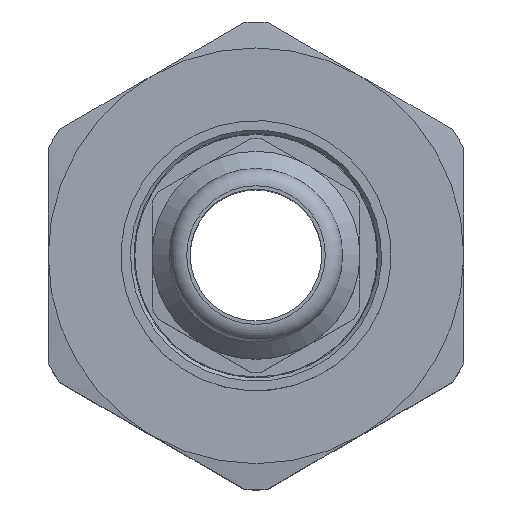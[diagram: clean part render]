
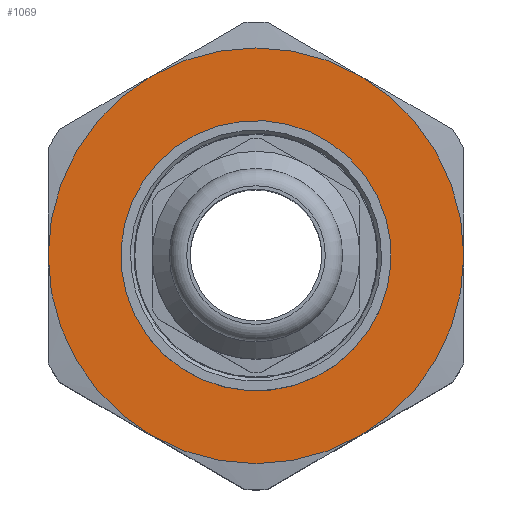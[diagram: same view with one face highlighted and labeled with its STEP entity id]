
A CAD part, top view. The second image highlights one B-rep face of the part: STEP entity #1069.
In plain terms, the highlighted planar face has unit normal (0, 0, 1).
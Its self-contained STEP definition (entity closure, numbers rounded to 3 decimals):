
#60=FACE_BOUND('',#181,.T.);
#67=PLANE('',#1162);
#112=FACE_OUTER_BOUND('',#180,.T.);
#180=EDGE_LOOP('',(#713,#714,#715,#716,#717,#718));
#181=EDGE_LOOP('',(#719));
#331=CIRCLE('',#1161,7.8);
#332=CIRCLE('',#1163,12.);
#333=CIRCLE('',#1164,12.);
#334=CIRCLE('',#1165,12.);
#335=CIRCLE('',#1166,12.);
#336=CIRCLE('',#1167,12.);
#337=CIRCLE('',#1168,12.);
#420=VERTEX_POINT('',#1679);
#421=VERTEX_POINT('',#1683);
#422=VERTEX_POINT('',#1684);
#423=VERTEX_POINT('',#1686);
#424=VERTEX_POINT('',#1688);
#425=VERTEX_POINT('',#1690);
#426=VERTEX_POINT('',#1692);
#534=EDGE_CURVE('',#420,#420,#331,.T.);
#535=EDGE_CURVE('',#421,#422,#332,.T.);
#536=EDGE_CURVE('',#422,#423,#333,.T.);
#537=EDGE_CURVE('',#423,#424,#334,.T.);
#538=EDGE_CURVE('',#424,#425,#335,.T.);
#539=EDGE_CURVE('',#425,#426,#336,.T.);
#540=EDGE_CURVE('',#426,#421,#337,.T.);
#713=ORIENTED_EDGE('',*,*,#535,.T.);
#714=ORIENTED_EDGE('',*,*,#536,.T.);
#715=ORIENTED_EDGE('',*,*,#537,.T.);
#716=ORIENTED_EDGE('',*,*,#538,.T.);
#717=ORIENTED_EDGE('',*,*,#539,.T.);
#718=ORIENTED_EDGE('',*,*,#540,.T.);
#719=ORIENTED_EDGE('',*,*,#534,.T.);
#1069=ADVANCED_FACE('',(#112,#60),#67,.T.);
#1161=AXIS2_PLACEMENT_3D('',#1681,#1333,#1334);
#1162=AXIS2_PLACEMENT_3D('',#1682,#1335,#1336);
#1163=AXIS2_PLACEMENT_3D('',#1685,#1337,#1338);
#1164=AXIS2_PLACEMENT_3D('',#1687,#1339,#1340);
#1165=AXIS2_PLACEMENT_3D('',#1689,#1341,#1342);
#1166=AXIS2_PLACEMENT_3D('',#1691,#1343,#1344);
#1167=AXIS2_PLACEMENT_3D('',#1693,#1345,#1346);
#1168=AXIS2_PLACEMENT_3D('',#1694,#1347,#1348);
#1333=DIRECTION('center_axis',(0.,0.,-1.));
#1334=DIRECTION('ref_axis',(0.916,-0.401,0.));
#1335=DIRECTION('center_axis',(0.,0.,1.));
#1336=DIRECTION('ref_axis',(1.,0.,0.));
#1337=DIRECTION('center_axis',(0.,0.,1.));
#1338=DIRECTION('ref_axis',(0.,1.,0.));
#1339=DIRECTION('center_axis',(0.,0.,1.));
#1340=DIRECTION('ref_axis',(0.,1.,0.));
#1341=DIRECTION('center_axis',(0.,0.,1.));
#1342=DIRECTION('ref_axis',(0.,1.,0.));
#1343=DIRECTION('center_axis',(0.,0.,1.));
#1344=DIRECTION('ref_axis',(0.,1.,0.));
#1345=DIRECTION('center_axis',(0.,0.,1.));
#1346=DIRECTION('ref_axis',(0.,1.,0.));
#1347=DIRECTION('center_axis',(0.,0.,1.));
#1348=DIRECTION('ref_axis',(0.,1.,0.));
#1679=CARTESIAN_POINT('',(-7.146,3.127,0.));
#1681=CARTESIAN_POINT('Origin',(0.,0.,
0.));
#1682=CARTESIAN_POINT('Origin',(0.,0.,
0.));
#1683=CARTESIAN_POINT('',(12.,0.,0.));
#1684=CARTESIAN_POINT('',(6.,10.392,0.));
#1685=CARTESIAN_POINT('Origin',(0.,0.,0.));
#1686=CARTESIAN_POINT('',(-6.,10.392,0.));
#1687=CARTESIAN_POINT('Origin',(0.,0.,0.));
#1688=CARTESIAN_POINT('',(-12.,0.,0.));
#1689=CARTESIAN_POINT('Origin',(0.,0.,0.));
#1690=CARTESIAN_POINT('',(-6.,-10.392,0.));
#1691=CARTESIAN_POINT('Origin',(0.,0.,0.));
#1692=CARTESIAN_POINT('',(6.,-10.392,0.));
#1693=CARTESIAN_POINT('Origin',(0.,0.,0.));
#1694=CARTESIAN_POINT('Origin',(0.,0.,0.));
